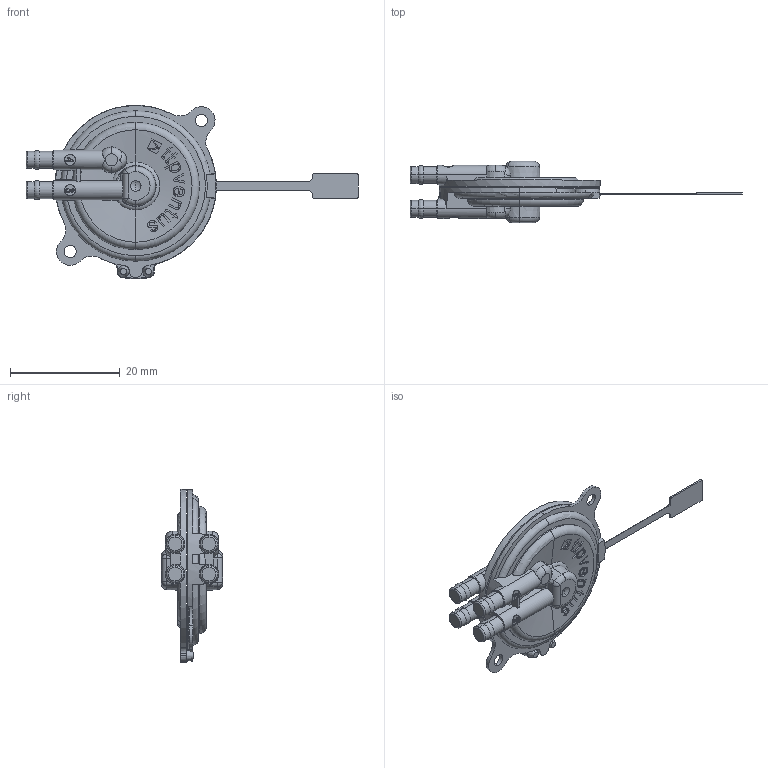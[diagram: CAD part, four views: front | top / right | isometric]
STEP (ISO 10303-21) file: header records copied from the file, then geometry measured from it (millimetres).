
FILE_DESCRIPTION (( 'STEP AP203' ), '1' );
FILE_NAME ('TTP Ventus - Disc Pump - BL-XP-LT Series model.STEP', '2019-10-31T11:34:24', ( '' ), ( '' ), 'SwSTEP 2.0', 'SolidWorks 2016', '' );
FILE_SCHEMA (( 'CONFIG_CONTROL_DESIGN' ));
Length unit declared in the file: millimetre
Products named in the file (1): TTP Ventus - Disc Pump - BL-XP-LT Series model
Bounding box: 60.5 x 11.15 x 31.57 mm (x, y, z)
Surface area: 3942.8 mm2 (no closed solid volume)
Topology: 0 solids, 2 shells, 469 faces, 1229 edges, 787 vertices
Faces by surface type: plane 186, bspline 96, cone 73, torus 55, cylinder 49, sphere 10
Entity records: 18988 total; most frequent: CARTESIAN_POINT 8488, ORIENTED_EDGE 2442, DIRECTION 1746, EDGE_CURVE 1221, VERTEX_POINT 787, AXIS2_PLACEMENT_3D 664, EDGE_LOOP 504, B_SPLINE_CURVE_WITH_KNOTS 499
